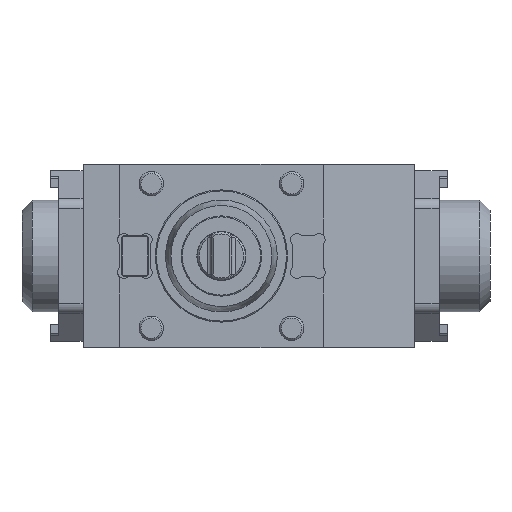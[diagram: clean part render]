
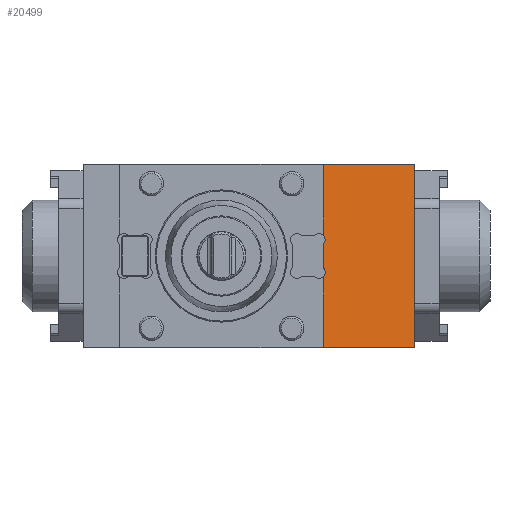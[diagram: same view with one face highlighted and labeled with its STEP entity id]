
A CAD part, front view. The second image highlights one B-rep face of the part: STEP entity #20499.
In plain terms, the highlighted planar face has unit normal (0.131, -0.991, 0).
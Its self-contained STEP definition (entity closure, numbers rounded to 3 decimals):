
#1275 = CARTESIAN_POINT ( 'NONE',  ( 50., -64.424, -45. ) ) ;
#1318 = VECTOR ( 'NONE', #11287, 1000. ) ;
#1836 = CARTESIAN_POINT ( 'NONE',  ( 49.425, -64.5, -45. ) ) ;
#2173 = EDGE_CURVE ( 'NONE', #19550, #18938, #9957, .T. ) ;
#2341 = CARTESIAN_POINT ( 'NONE',  ( 50., -64.424, -5.764 ) ) ;
#2500 = ORIENTED_EDGE ( 'NONE', *, *, #2919, .F. ) ;
#2654 = CARTESIAN_POINT ( 'NONE',  ( 50., -64.424, -45. ) ) ;
#2660 = ORIENTED_EDGE ( 'NONE', *, *, #3467, .F. ) ;
#2766 = CARTESIAN_POINT ( 'NONE',  ( 50., -64.424, -5.764 ) ) ;
#2919 = EDGE_CURVE ( 'NONE', #21204, #21837, #20956, .T. ) ;
#3467 = EDGE_CURVE ( 'NONE', #20856, #16912, #22815, .T. ) ;
#4944 = DIRECTION ( 'NONE',  ( 0., 0., 1. ) ) ;
#5076 = LINE ( 'NONE', #1275, #12808 ) ;
#5215 = CARTESIAN_POINT ( 'NONE',  ( 95., -58.5, 45. ) ) ;
#5535 = FACE_OUTER_BOUND ( 'NONE', #11332, .T. ) ;
#5792 = VECTOR ( 'NONE', #12021, 1000. ) ;
#6118 = CARTESIAN_POINT ( 'NONE',  ( 51.429, -64.236, 7.042 ) ) ;
#6845 = EDGE_CURVE ( 'NONE', #16912, #19550, #11759, .T. ) ;
#7120 = CARTESIAN_POINT ( 'NONE',  ( 95., -58.5, 54. ) ) ;
#7408 = EDGE_CURVE ( 'NONE', #21837, #19002, #18989, .T. ) ;
#7676 = PLANE ( 'NONE',  #17631 ) ;
#7792 = CARTESIAN_POINT ( 'NONE',  ( 50., -64.424, -10.236 ) ) ;
#7918 = CARTESIAN_POINT ( 'NONE',  ( 51.429, -64.236, -7.042 ) ) ;
#8081 = CARTESIAN_POINT ( 'NONE',  ( -52.421, -77.908, 45. ) ) ;
#8195 = DIRECTION ( 'NONE',  ( 0.991, 0.131, 0. ) ) ;
#9004 = VERTEX_POINT ( 'NONE', #17924 ) ;
#9957 =( BOUNDED_CURVE ( )  B_SPLINE_CURVE ( 3, ( #23334, #6118, #13788, #21455 ),
 .UNSPECIFIED., .F., .F. ) 
 B_SPLINE_CURVE_WITH_KNOTS ( ( 4, 4 ),
 ( 2.301, 3.983 ),
 .UNSPECIFIED. ) 
 CURVE ( )  GEOMETRIC_REPRESENTATION_ITEM ( )  RATIONAL_B_SPLINE_CURVE ( ( 1., 0.778, 0.778, 1. ) ) 
 REPRESENTATION_ITEM ( '' )  );
#11256 = DIRECTION ( 'NONE',  ( 0., 0., -1. ) ) ;
#11287 = DIRECTION ( 'NONE',  ( -0.991, -0.131, 0. ) ) ;
#11318 = CARTESIAN_POINT ( 'NONE',  ( 50., -64.424, 5.764 ) ) ;
#11332 = EDGE_LOOP ( 'NONE', ( #18546, #2500, #22830, #11352, #22847, #20820, #2660, #20720 ) ) ;
#11352 = ORIENTED_EDGE ( 'NONE', *, *, #23749, .F. ) ;
#11759 = LINE ( 'NONE', #21589, #5792 ) ;
#12021 = DIRECTION ( 'NONE',  ( 0., 0., 1. ) ) ;
#12065 = VECTOR ( 'NONE', #8195, 1000. ) ;
#12808 = VECTOR ( 'NONE', #4944, 1000. ) ;
#13598 = CARTESIAN_POINT ( 'NONE',  ( 51.429, -64.236, -8.958 ) ) ;
#13788 = CARTESIAN_POINT ( 'NONE',  ( 51.429, -64.236, 8.958 ) ) ;
#13872 = LINE ( 'NONE', #8081, #12065 ) ;
#14125 = CARTESIAN_POINT ( 'NONE',  ( 50., -64.424, -10.236 ) ) ;
#14917 = VECTOR ( 'NONE', #11256, 1000. ) ;
#15494 = DIRECTION ( 'NONE',  ( 0., 0., 1. ) ) ;
#16912 = VERTEX_POINT ( 'NONE', #2766 ) ;
#17631 = AXIS2_PLACEMENT_3D ( 'NONE', #1836, #21142, #15494 ) ;
#17924 = CARTESIAN_POINT ( 'NONE',  ( 50., -64.424, 45. ) ) ;
#18546 = ORIENTED_EDGE ( 'NONE', *, *, #7408, .F. ) ;
#18938 = VERTEX_POINT ( 'NONE', #19474 ) ;
#18989 = LINE ( 'NONE', #23092, #1318 ) ;
#19002 = VERTEX_POINT ( 'NONE', #2654 ) ;
#19047 = CARTESIAN_POINT ( 'NONE',  ( 50., -64.424, -45. ) ) ;
#19095 = EDGE_CURVE ( 'NONE', #19002, #20856, #5076, .T. ) ;
#19474 = CARTESIAN_POINT ( 'NONE',  ( 50., -64.424, 10.236 ) ) ;
#19550 = VERTEX_POINT ( 'NONE', #11318 ) ;
#19727 = VECTOR ( 'NONE', #24700, 1000. ) ;
#20499 = ADVANCED_FACE ( 'Defeature completata1_49', ( #5535 ), #7676, .F. ) ;
#20573 = CARTESIAN_POINT ( 'NONE',  ( 95., -58.5, -45. ) ) ;
#20720 = ORIENTED_EDGE ( 'NONE', *, *, #19095, .F. ) ;
#20820 = ORIENTED_EDGE ( 'NONE', *, *, #6845, .F. ) ;
#20856 = VERTEX_POINT ( 'NONE', #14125 ) ;
#20956 = LINE ( 'NONE', #7120, #14917 ) ;
#21142 = DIRECTION ( 'NONE',  ( -0.131, 0.991, 0. ) ) ;
#21204 = VERTEX_POINT ( 'NONE', #5215 ) ;
#21455 = CARTESIAN_POINT ( 'NONE',  ( 50., -64.424, 10.236 ) ) ;
#21589 = CARTESIAN_POINT ( 'NONE',  ( 50., -64.424, -45. ) ) ;
#21837 = VERTEX_POINT ( 'NONE', #20573 ) ;
#22815 =( BOUNDED_CURVE ( )  B_SPLINE_CURVE ( 3, ( #7792, #13598, #7918, #2341 ),
 .UNSPECIFIED., .F., .F. ) 
 B_SPLINE_CURVE_WITH_KNOTS ( ( 4, 4 ),
 ( 2.301, 3.983 ),
 .UNSPECIFIED. ) 
 CURVE ( )  GEOMETRIC_REPRESENTATION_ITEM ( )  RATIONAL_B_SPLINE_CURVE ( ( 1., 0.778, 0.778, 1. ) ) 
 REPRESENTATION_ITEM ( '' )  );
#22830 = ORIENTED_EDGE ( 'NONE', *, *, #23836, .F. ) ;
#22847 = ORIENTED_EDGE ( 'NONE', *, *, #2173, .F. ) ;
#23037 = LINE ( 'NONE', #19047, #19727 ) ;
#23092 = CARTESIAN_POINT ( 'NONE',  ( 49.425, -64.5, -45. ) ) ;
#23334 = CARTESIAN_POINT ( 'NONE',  ( 50., -64.424, 5.764 ) ) ;
#23749 = EDGE_CURVE ( 'NONE', #18938, #9004, #23037, .T. ) ;
#23836 = EDGE_CURVE ( 'NONE', #9004, #21204, #13872, .T. ) ;
#24700 = DIRECTION ( 'NONE',  ( 0., 0., 1. ) ) ;
